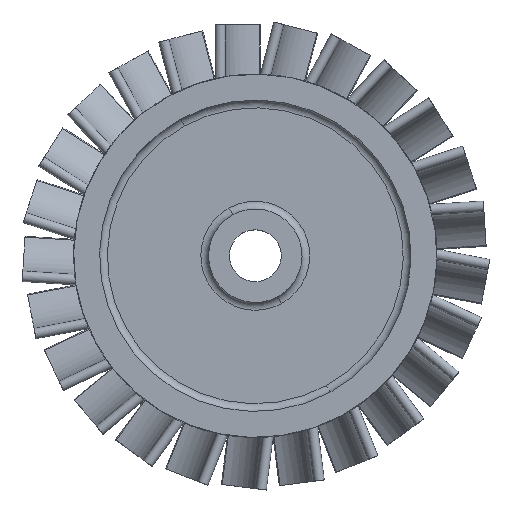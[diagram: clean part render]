
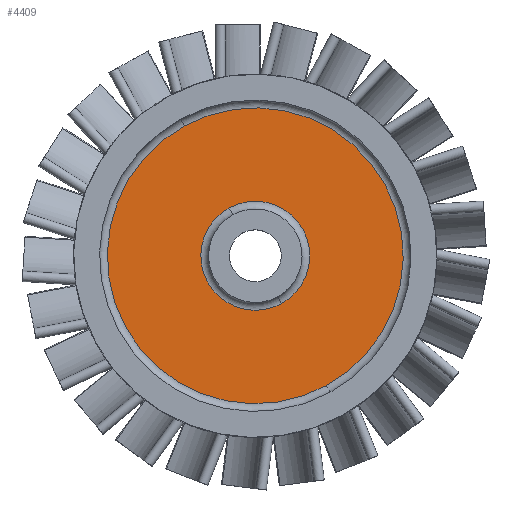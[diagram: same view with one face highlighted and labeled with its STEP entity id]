
A CAD part, top view. The second image highlights one B-rep face of the part: STEP entity #4409.
In plain terms, the highlighted planar face has unit normal (0, 0, 1).
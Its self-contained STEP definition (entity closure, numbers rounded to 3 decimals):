
#4305=CARTESIAN_POINT('Vertex',(27.327,-50.022,4.)) ;
#4308=CARTESIAN_POINT('Axis2P3D Location',(0.,0.,4.)) ;
#4312=CARTESIAN_POINT('Vertex',(-27.327,50.022,4.)) ;
#4327=CARTESIAN_POINT('Axis2P3D Location',(0.,0.,4.)) ;
#4382=CARTESIAN_POINT('Axis2P3D Location',(0.,57.,4.)) ;
#4391=CARTESIAN_POINT('Axis2P3D Location',(0.,0.,4.)) ;
#4395=CARTESIAN_POINT('Vertex',(-10.068,18.429,4.)) ;
#4397=CARTESIAN_POINT('Vertex',(10.068,-18.429,4.)) ;
#4400=CARTESIAN_POINT('Axis2P3D Location',(0.,0.,4.)) ;
#4309=DIRECTION('Axis2P3D Direction',(0.,0.,1.)) ;
#4328=DIRECTION('Axis2P3D Direction',(0.,0.,1.)) ;
#4383=DIRECTION('Axis2P3D Direction',(0.,0.,1.)) ;
#4384=DIRECTION('Axis2P3D XDirection',(1.,0.,0.)) ;
#4392=DIRECTION('Axis2P3D Direction',(0.,0.,1.)) ;
#4401=DIRECTION('Axis2P3D Direction',(0.,0.,1.)) ;
#4310=AXIS2_PLACEMENT_3D('Circle Axis2P3D',#4308,#4309,$) ;
#4329=AXIS2_PLACEMENT_3D('Circle Axis2P3D',#4327,#4328,$) ;
#4385=AXIS2_PLACEMENT_3D('Plane Axis2P3D',#4382,#4383,#4384) ;
#4393=AXIS2_PLACEMENT_3D('Circle Axis2P3D',#4391,#4392,$) ;
#4402=AXIS2_PLACEMENT_3D('Circle Axis2P3D',#4400,#4401,$) ;
#4388=ORIENTED_EDGE('',*,*,#4331,.T.) ;
#4389=ORIENTED_EDGE('',*,*,#4314,.T.) ;
#4406=ORIENTED_EDGE('',*,*,#4399,.F.) ;
#4407=ORIENTED_EDGE('',*,*,#4404,.F.) ;
#4408=FACE_BOUND('',#4405,.T.) ;
#4409=ADVANCED_FACE('Corps principal',(#4390,#4408),#4386,.T.) ;
#4311=CIRCLE('generated circle',#4310,57.) ;
#4330=CIRCLE('generated circle',#4329,57.) ;
#4394=CIRCLE('generated circle',#4393,21.) ;
#4403=CIRCLE('generated circle',#4402,21.) ;
#4314=EDGE_CURVE('',#4313,#4306,#4311,.T.) ;
#4331=EDGE_CURVE('',#4306,#4313,#4330,.T.) ;
#4399=EDGE_CURVE('',#4396,#4398,#4394,.T.) ;
#4404=EDGE_CURVE('',#4398,#4396,#4403,.T.) ;
#4387=EDGE_LOOP('',(#4388,#4389)) ;
#4405=EDGE_LOOP('',(#4406,#4407)) ;
#4390=FACE_OUTER_BOUND('',#4387,.T.) ;
#4386=PLANE('Plane',#4385) ;
#4306=VERTEX_POINT('',#4305) ;
#4313=VERTEX_POINT('',#4312) ;
#4396=VERTEX_POINT('',#4395) ;
#4398=VERTEX_POINT('',#4397) ;
